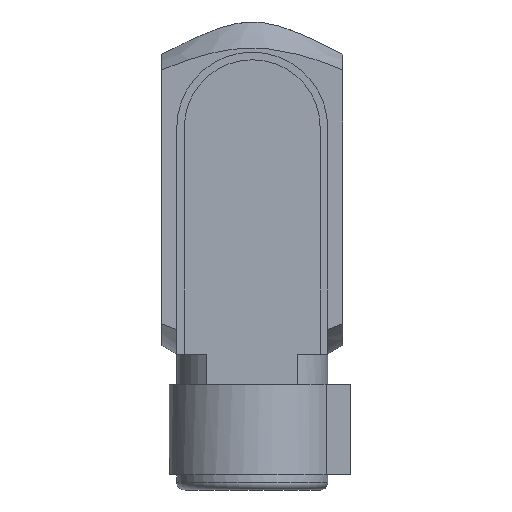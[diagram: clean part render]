
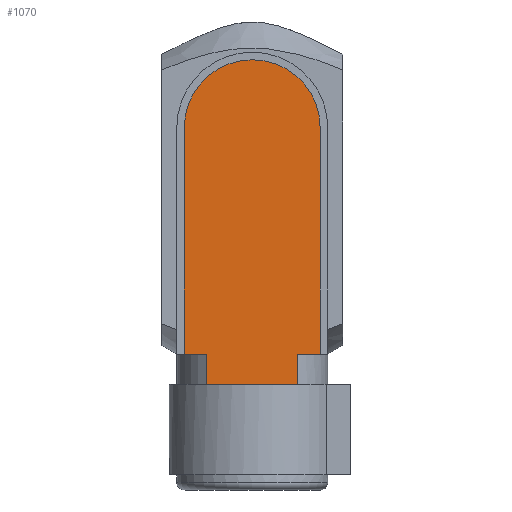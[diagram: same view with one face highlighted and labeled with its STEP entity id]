
A CAD part, left-side view. The second image highlights one B-rep face of the part: STEP entity #1070.
In plain terms, the highlighted planar face has unit normal (-1, 0, 0).
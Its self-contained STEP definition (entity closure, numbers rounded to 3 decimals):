
#927=CARTESIAN_POINT('',(-6.5,-4.5,2.0));
#928=VERTEX_POINT('',#927);
#936=CARTESIAN_POINT('',(-6.5,-4.5,17.0));
#937=VERTEX_POINT('',#936);
#944=CARTESIAN_POINT('',(-6.5,-4.5,17.0));
#945=DIRECTION('',(0.0,0.0,-1.0));
#946=VECTOR('',#945,15.);
#947=LINE('',#944,#946);
#948=EDGE_CURVE('',#937,#928,#947,.T.);
#958=CARTESIAN_POINT('',(-6.5,-3.0,2.0));
#959=VERTEX_POINT('',#958);
#960=CARTESIAN_POINT('',(-6.5,-3.0,2.0));
#961=DIRECTION('',(0.0,-1.0,0.0));
#962=VECTOR('',#961,1.5);
#963=LINE('',#960,#962);
#964=EDGE_CURVE('',#959,#928,#963,.T.);
#1003=CARTESIAN_POINT('',(-6.5,4.5,17.0));
#1004=VERTEX_POINT('',#1003);
#1011=CARTESIAN_POINT('',(-6.5,0.0,17.0));
#1012=DIRECTION('',(1.0,0.0,0.0));
#1013=DIRECTION('',(0.0,0.0,-1.0));
#1014=AXIS2_PLACEMENT_3D('',#1011,#1012,#1013);
#1015=CIRCLE('',#1014,4.5);
#1016=EDGE_CURVE('',#1004,#937,#1015,.T.);
#1022=CARTESIAN_POINT('',(-6.5,3.0,2.0));
#1023=DIRECTION('',(1.0,0.0,0.0));
#1024=DIRECTION('',(0.0,0.0,-1.0));
#1025=AXIS2_PLACEMENT_3D('',#1022,#1023,#1024);
#1026=PLANE('',#1025);
#1027=ORIENTED_EDGE('',*,*,#948,.F.);
#1028=ORIENTED_EDGE('',*,*,#1016,.F.);
#1029=CARTESIAN_POINT('',(-6.5,4.5,2.0));
#1030=VERTEX_POINT('',#1029);
#1031=CARTESIAN_POINT('',(-6.5,4.5,17.0));
#1032=DIRECTION('',(0.0,0.0,-1.0));
#1033=VECTOR('',#1032,15.);
#1034=LINE('',#1031,#1033);
#1035=EDGE_CURVE('',#1004,#1030,#1034,.T.);
#1036=ORIENTED_EDGE('',*,*,#1035,.T.);
#1037=CARTESIAN_POINT('',(-6.5,3.0,2.0));
#1038=VERTEX_POINT('',#1037);
#1039=CARTESIAN_POINT('',(-6.5,4.5,2.0));
#1040=DIRECTION('',(0.0,-1.0,0.0));
#1041=VECTOR('',#1040,1.5);
#1042=LINE('',#1039,#1041);
#1043=EDGE_CURVE('',#1030,#1038,#1042,.T.);
#1044=ORIENTED_EDGE('',*,*,#1043,.T.);
#1045=CARTESIAN_POINT('',(-6.5,3.0,0.0));
#1046=VERTEX_POINT('',#1045);
#1047=CARTESIAN_POINT('',(-6.5,3.0,2.0));
#1048=DIRECTION('',(0.0,0.0,-1.0));
#1049=VECTOR('',#1048,2.0);
#1050=LINE('',#1047,#1049);
#1051=EDGE_CURVE('',#1038,#1046,#1050,.T.);
#1052=ORIENTED_EDGE('',*,*,#1051,.T.);
#1053=CARTESIAN_POINT('',(-6.5,-3.0,0.0));
#1054=VERTEX_POINT('',#1053);
#1055=CARTESIAN_POINT('',(-6.5,3.0,0.0));
#1056=DIRECTION('',(0.0,-1.0,0.0));
#1057=VECTOR('',#1056,6.);
#1058=LINE('',#1055,#1057);
#1059=EDGE_CURVE('',#1046,#1054,#1058,.T.);
#1060=ORIENTED_EDGE('',*,*,#1059,.T.);
#1061=CARTESIAN_POINT('',(-6.5,-3.0,2.0));
#1062=DIRECTION('',(0.0,0.0,-1.0));
#1063=VECTOR('',#1062,2.0);
#1064=LINE('',#1061,#1063);
#1065=EDGE_CURVE('',#959,#1054,#1064,.T.);
#1066=ORIENTED_EDGE('',*,*,#1065,.F.);
#1067=ORIENTED_EDGE('',*,*,#964,.T.);
#1068=EDGE_LOOP('',(#1027,#1028,#1036,#1044,#1052,#1060,#1066,#1067));
#1069=FACE_OUTER_BOUND('',#1068,.T.);
#1070=ADVANCED_FACE('',(#1069),#1026,.F.);
